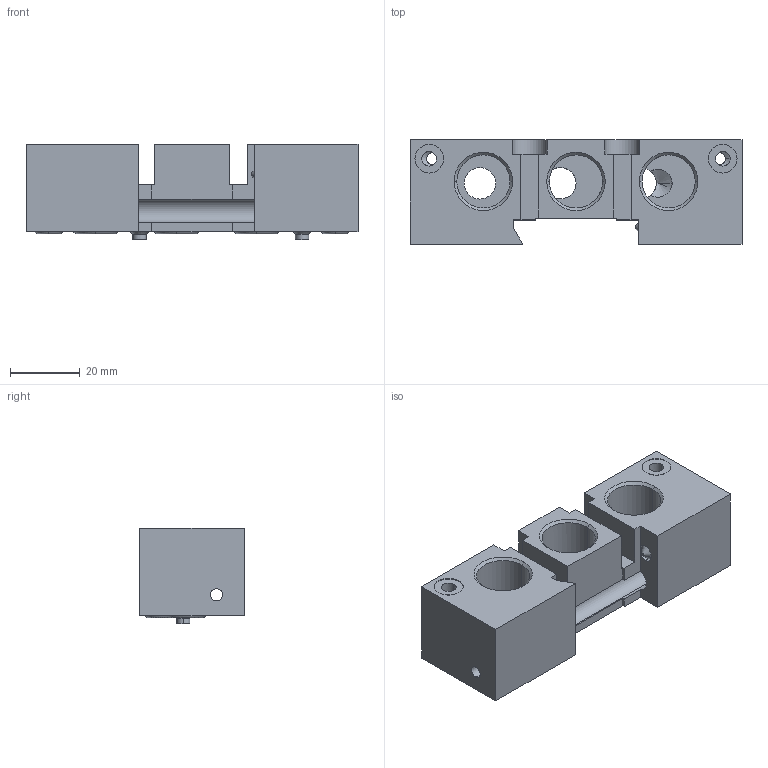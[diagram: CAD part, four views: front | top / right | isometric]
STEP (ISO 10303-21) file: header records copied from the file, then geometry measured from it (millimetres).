
FILE_DESCRIPTION (( 'STEP AP214' ), '1' );
FILE_NAME ('07_054_2.STEP', '2016-06-29T11:28:23', ( '' ), ( '' ), 'SwSTEP 2.0', 'SolidWorks 2016', '' );
FILE_SCHEMA (( 'AUTOMOTIVE_DESIGN' ));
Length unit declared in the file: millimetre
Products named in the file (1): 07_054_2
Bounding box: 95 x 30 x 27.2 mm (x, y, z)
Volume: 47369 mm3; surface area: 19687.9 mm2
Topology: 9 solids, 9 shells, 296 faces, 752 edges, 473 vertices
Faces by surface type: cone 115, cylinder 94, plane 67, torus 20
Entity records: 9247 total; most frequent: DIRECTION 1742, CARTESIAN_POINT 1621, ORIENTED_EDGE 1500, EDGE_CURVE 750, AXIS2_PLACEMENT_3D 706, VERTEX_POINT 473, CIRCLE 409, LINE 330
